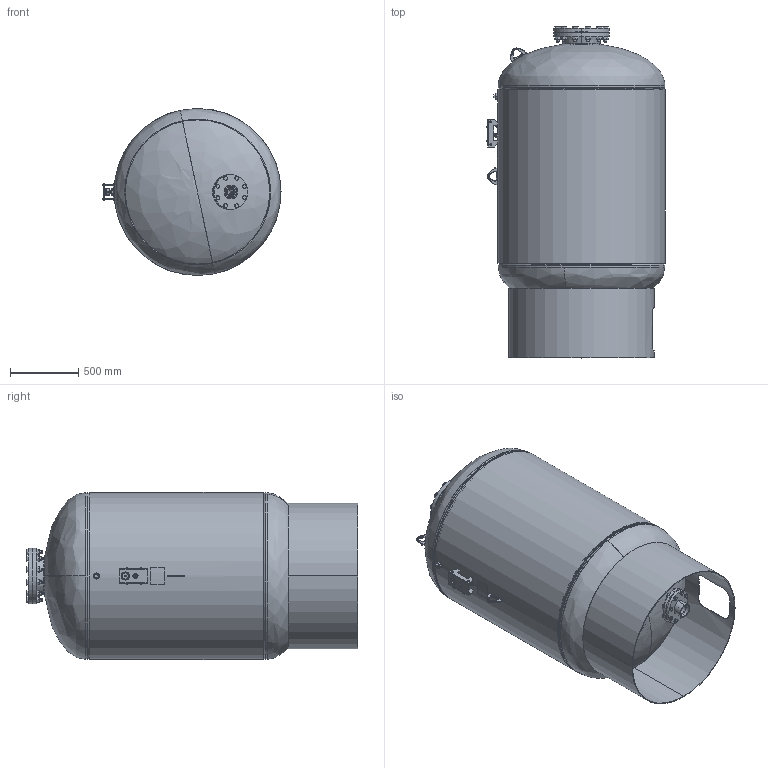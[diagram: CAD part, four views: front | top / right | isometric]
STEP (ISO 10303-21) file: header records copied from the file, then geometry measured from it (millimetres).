
FILE_DESCRIPTION (( 'STEP AP203' ), '1' );
FILE_NAME ('TXA-2000.STEP', '2021-03-11T19:56:11', ( '' ), ( '' ), 'SwSTEP 2.0', 'SolidWorks 2021', '' );
FILE_SCHEMA (( 'CONFIG_CONTROL_DESIGN' ));
Length unit declared in the file: inch
Products named in the file (32): 9400512; 99K0776; Garlock F.F. Gaskets 150# .0625 tk_9471010; 9800541_HHBOLT 0.6250-11x1.75x1.75-N; 9800495_5081T62; 9800401_9800400; 9600830_48" VERT; 9461780; 9500030; 9200239; PLUGS_9500150; 9800460_03-34; 9500050; 9500080; 9400595; 9800620_HHNUT 0.6250-11-D-N; 9400542; TXA-2000; 9800604_9800606; 9500010; 20B0509; 9400065; 9301100_2; 9800542_HHBOLT 0.6250-11x2.5x2.5-N; Couplings_9500420; BLIND FLANGES ASME B16.5_10 150# SA-105; 9500000; 9800635_9800635; 9400045; 99K0777; 07200310_5081T17
Assembly tree (73 placements, depth 2):
  TXA-2000
    20B0509
    9200239
    9200239
    9500000
    9500010
    9500030
    9500050
    9500080
    Couplings_9500420
    9800460_03-34
    07200310_5081T17
    9800401_9800400
    PLUGS_9500150
    9800495_5081T62
    9301100_2
    9461780
    BLIND FLANGES ASME B16.5_10 150# SA-105
    9400065
    9400045
    9800541_HHBOLT 0.6250-11x1.75x1.75-N  x2
    9800542_HHBOLT 0.6250-11x2.5x2.5-N  x8
    9800604_9800606  x12
    9800620_HHNUT 0.6250-11-D-N  x10
    9800635_9800635  x12
    Garlock F.F. Gaskets 150# .0625 tk_9471010
    9400542  x2
    9400595  x2
    9400512
    99K0776  x2
    99K0777
    9600830_48" VERT
Bounding box: 1303.68 x 2428.41 x 1222.72 mm (x, y, z)
Volume: 79258790 mm3; surface area: 21735273 mm2
Topology: 77 solids, 77 shells, 2186 faces, 4997 edges, 2991 vertices
Faces by surface type: cone 819, plane 719, cylinder 558, torus 70, bspline 20
Full cylindrical faces by diameter (mm): 1206.844 x1, 1222.719 x1
Entity records: 47549 total; most frequent: CARTESIAN_POINT 15327, DIRECTION 6132, ORIENTED_EDGE 5502, EDGE_CURVE 2751, AXIS2_PLACEMENT_3D 2420, VERTEX_POINT 1683, EDGE_LOOP 1370, VECTOR 1292
